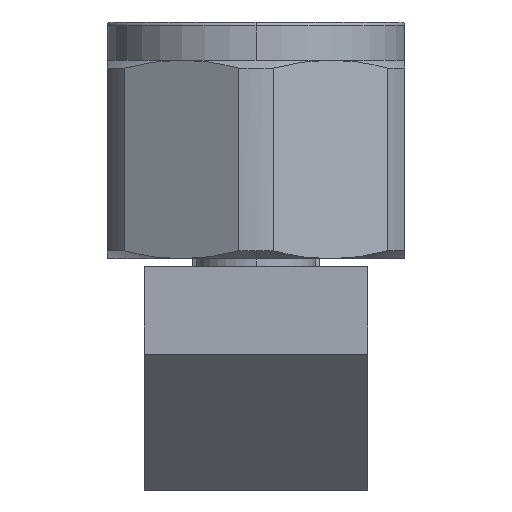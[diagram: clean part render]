
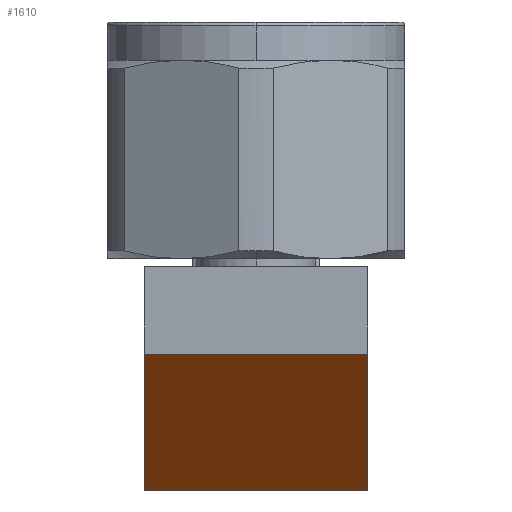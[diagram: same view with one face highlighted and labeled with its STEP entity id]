
A CAD part, left-side view. The second image highlights one B-rep face of the part: STEP entity #1610.
In plain terms, the highlighted planar face has unit normal (-0.707, 0, -0.707).
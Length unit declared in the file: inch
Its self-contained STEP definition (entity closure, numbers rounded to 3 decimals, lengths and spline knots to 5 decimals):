
#108 = VECTOR ( 'NONE', #5382, 39.37008 ) ;
#202 = CARTESIAN_POINT ( 'NONE',  ( -0.3, 0.281, 0.061 ) ) ;
#349 = EDGE_CURVE ( 'NONE', #2664, #3671, #3422, .T. ) ;
#654 = CARTESIAN_POINT ( 'NONE',  ( -0.3, -0.375, 0.061 ) ) ;
#745 = VERTEX_POINT ( 'NONE', #5325 ) ;
#775 = DIRECTION ( 'NONE',  ( 0.707, 0., -0.707 ) ) ;
#840 = LINE ( 'NONE', #5198, #3407 ) ;
#875 = VERTEX_POINT ( 'NONE', #202 ) ;
#1563 = VECTOR ( 'NONE', #2788, 39.37008 ) ;
#1610 = ADVANCED_FACE ( 'NONE', ( #3364 ), #2065, .F. ) ;
#1617 = DIRECTION ( 'NONE',  ( 0.707, 0., 0.707 ) ) ;
#1642 = ORIENTED_EDGE ( 'NONE', *, *, #1771, .T. ) ;
#1753 = CARTESIAN_POINT ( 'NONE',  ( 0.042, 0., -0.281 ) ) ;
#1771 = EDGE_CURVE ( 'NONE', #745, #3671, #2822, .T. ) ;
#1919 = CARTESIAN_POINT ( 'NONE',  ( 0.042, -0.281, -0.281 ) ) ;
#2046 = ORIENTED_EDGE ( 'NONE', *, *, #4477, .T. ) ;
#2065 = PLANE ( 'NONE',  #2736 ) ;
#2501 = ORIENTED_EDGE ( 'NONE', *, *, #3113, .T. ) ;
#2664 = VERTEX_POINT ( 'NONE', #4607 ) ;
#2736 = AXIS2_PLACEMENT_3D ( 'NONE', #654, #1617, #5494 ) ;
#2788 = DIRECTION ( 'NONE',  ( 0., -1., 0. ) ) ;
#2822 = LINE ( 'NONE', #1753, #1563 ) ;
#2908 = CARTESIAN_POINT ( 'NONE',  ( -0.41, -0.281, 0.171 ) ) ;
#3003 = DIRECTION ( 'NONE',  ( 0.707, 0., -0.707 ) ) ;
#3113 = EDGE_CURVE ( 'NONE', #875, #745, #840, .T. ) ;
#3125 = VECTOR ( 'NONE', #3003, 39.37008 ) ;
#3364 = FACE_OUTER_BOUND ( 'NONE', #4355, .T. ) ;
#3407 = VECTOR ( 'NONE', #775, 39.37008 ) ;
#3422 = LINE ( 'NONE', #2908, #3125 ) ;
#3671 = VERTEX_POINT ( 'NONE', #1919 ) ;
#3972 = ORIENTED_EDGE ( 'NONE', *, *, #349, .F. ) ;
#4355 = EDGE_LOOP ( 'NONE', ( #2046, #2501, #1642, #3972 ) ) ;
#4477 = EDGE_CURVE ( 'NONE', #2664, #875, #6373, .T. ) ;
#4607 = CARTESIAN_POINT ( 'NONE',  ( -0.3, -0.281, 0.061 ) ) ;
#4936 = CARTESIAN_POINT ( 'NONE',  ( -0.3, -0.375, 0.061 ) ) ;
#5198 = CARTESIAN_POINT ( 'NONE',  ( -0.3, 0.281, 0.061 ) ) ;
#5325 = CARTESIAN_POINT ( 'NONE',  ( 0.042, 0.281, -0.281 ) ) ;
#5382 = DIRECTION ( 'NONE',  ( 0., 1., 0. ) ) ;
#5494 = DIRECTION ( 'NONE',  ( 0.707, 0., -0.707 ) ) ;
#6373 = LINE ( 'NONE', #4936, #108 ) ;
